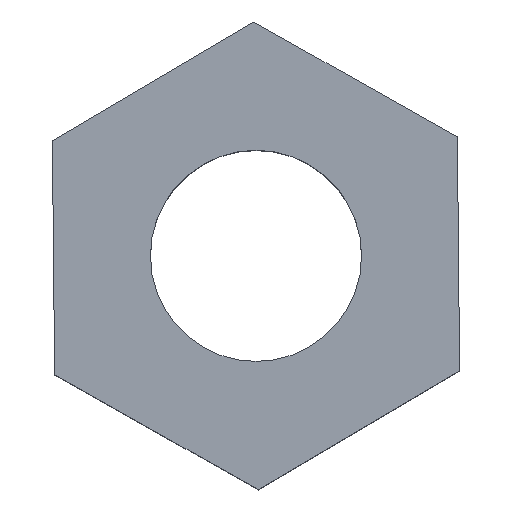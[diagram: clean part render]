
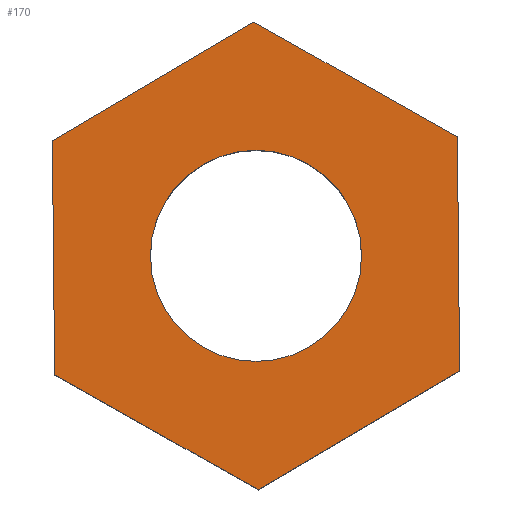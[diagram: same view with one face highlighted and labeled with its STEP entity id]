
A CAD part, top view. The second image highlights one B-rep face of the part: STEP entity #170.
In plain terms, the highlighted planar face has unit normal (0, 0, 1).
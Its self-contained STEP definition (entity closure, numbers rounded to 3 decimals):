
#15=FACE_BOUND('',#42,.T.);
#23=PLANE('',#195);
#32=FACE_OUTER_BOUND('',#41,.T.);
#41=EDGE_LOOP('',(#148,#149,#150,#151,#152,#153));
#42=EDGE_LOOP('',(#154));
#48=LINE('',#254,#67);
#51=LINE('',#260,#70);
#54=LINE('',#266,#73);
#57=LINE('',#272,#76);
#60=LINE('',#278,#79);
#63=LINE('',#282,#82);
#67=VECTOR('',#210,10.);
#70=VECTOR('',#215,10.);
#73=VECTOR('',#220,10.);
#76=VECTOR('',#225,10.);
#79=VECTOR('',#230,10.);
#82=VECTOR('',#235,10.);
#83=CIRCLE('',#187,3.39);
#85=VERTEX_POINT('',#242);
#89=VERTEX_POINT('',#251);
#90=VERTEX_POINT('',#253);
#92=VERTEX_POINT('',#259);
#94=VERTEX_POINT('',#265);
#96=VERTEX_POINT('',#271);
#98=VERTEX_POINT('',#277);
#99=EDGE_CURVE('',#85,#85,#83,.T.);
#104=EDGE_CURVE('',#90,#89,#48,.T.);
#107=EDGE_CURVE('',#92,#90,#51,.T.);
#110=EDGE_CURVE('',#94,#92,#54,.T.);
#113=EDGE_CURVE('',#96,#94,#57,.T.);
#116=EDGE_CURVE('',#98,#96,#60,.T.);
#119=EDGE_CURVE('',#89,#98,#63,.T.);
#148=ORIENTED_EDGE('',*,*,#119,.T.);
#149=ORIENTED_EDGE('',*,*,#116,.T.);
#150=ORIENTED_EDGE('',*,*,#113,.T.);
#151=ORIENTED_EDGE('',*,*,#110,.T.);
#152=ORIENTED_EDGE('',*,*,#107,.T.);
#153=ORIENTED_EDGE('',*,*,#104,.T.);
#154=ORIENTED_EDGE('',*,*,#99,.T.);
#170=ADVANCED_FACE('',(#32,#15),#23,.T.);
#187=AXIS2_PLACEMENT_3D('',#243,#201,#202);
#195=AXIS2_PLACEMENT_3D('',#283,#236,#237);
#201=DIRECTION('center_axis',(0.,0.,-1.));
#202=DIRECTION('ref_axis',(1.,0.,0.));
#210=DIRECTION('',(0.861,0.508,0.));
#215=DIRECTION('',(0.871,-0.492,0.));
#220=DIRECTION('',(0.009,-1.,0.));
#225=DIRECTION('',(-0.861,-0.508,0.));
#230=DIRECTION('',(-0.871,0.492,0.));
#235=DIRECTION('',(-0.009,1.,0.));
#236=DIRECTION('center_axis',(0.,0.,1.));
#237=DIRECTION('ref_axis',(1.,0.,0.));
#242=CARTESIAN_POINT('',(-3.39,0.,6.5));
#243=CARTESIAN_POINT('Origin',(0.,0.,6.5));
#251=CARTESIAN_POINT('',(6.535,-3.691,6.5));
#253=CARTESIAN_POINT('',(0.071,-7.505,6.5));
#254=CARTESIAN_POINT('',(0.071,-7.505,6.5));
#259=CARTESIAN_POINT('',(-6.464,-3.814,6.5));
#260=CARTESIAN_POINT('',(-6.464,-3.814,6.5));
#265=CARTESIAN_POINT('',(-6.535,3.691,6.5));
#266=CARTESIAN_POINT('',(-6.535,3.691,6.5));
#271=CARTESIAN_POINT('',(-0.071,7.505,6.5));
#272=CARTESIAN_POINT('',(-0.071,7.505,6.5));
#277=CARTESIAN_POINT('',(6.464,3.814,6.5));
#278=CARTESIAN_POINT('',(6.464,3.814,6.5));
#282=CARTESIAN_POINT('',(6.535,-3.691,6.5));
#283=CARTESIAN_POINT('Origin',(0.,0.,6.5));
